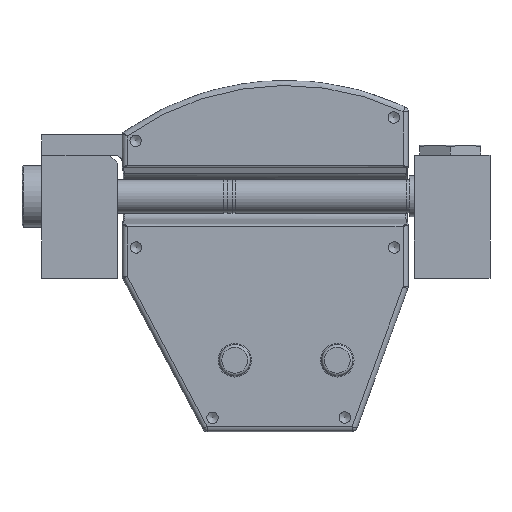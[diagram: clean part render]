
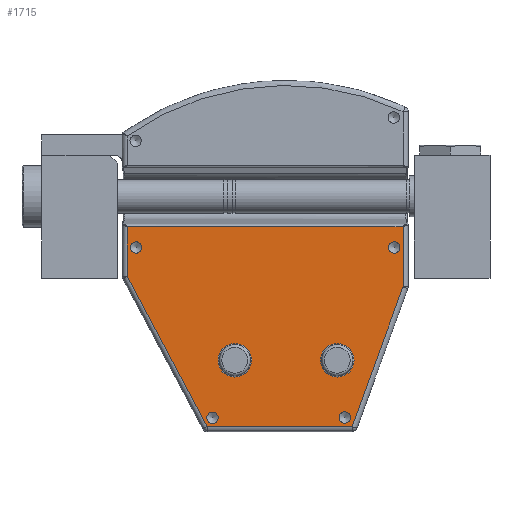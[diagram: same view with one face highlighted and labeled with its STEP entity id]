
A CAD part, left-side view. The second image highlights one B-rep face of the part: STEP entity #1715.
In plain terms, the highlighted planar face has unit normal (-1, 0, 0).
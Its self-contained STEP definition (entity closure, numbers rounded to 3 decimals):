
#1715=ADVANCED_FACE('',(#2979,#2980,#2981,#2982,#2983,#2984,#2985),#2158,
 .F.);
#2158=PLANE('',#10972);
#2512=CIRCLE('',#10966,5.2);
#2513=CIRCLE('',#10967,5.2);
#2514=CIRCLE('',#10968,1.76);
#2515=CIRCLE('',#10969,1.76);
#2516=CIRCLE('',#10970,1.76);
#2517=CIRCLE('',#10971,1.76);
#2979=FACE_BOUND('',#3604,.T.);
#2980=FACE_BOUND('',#3605,.T.);
#2981=FACE_BOUND('',#3606,.T.);
#2982=FACE_BOUND('',#3607,.T.);
#2983=FACE_BOUND('',#3608,.T.);
#2984=FACE_BOUND('',#3609,.T.);
#2985=FACE_BOUND('',#3610,.T.);
#3604=EDGE_LOOP('',(#5622));
#3605=EDGE_LOOP('',(#5623));
#3606=EDGE_LOOP('',(#5624,#5625,#5626,#5627,#5628,#5629));
#3607=EDGE_LOOP('',(#5630));
#3608=EDGE_LOOP('',(#5631));
#3609=EDGE_LOOP('',(#5632));
#3610=EDGE_LOOP('',(#5633));
#5622=ORIENTED_EDGE('',*,*,#8632,.T.);
#5623=ORIENTED_EDGE('',*,*,#8633,.T.);
#5624=ORIENTED_EDGE('',*,*,#8634,.T.);
#5625=ORIENTED_EDGE('',*,*,#8635,.T.);
#5626=ORIENTED_EDGE('',*,*,#8636,.T.);
#5627=ORIENTED_EDGE('',*,*,#8637,.T.);
#5628=ORIENTED_EDGE('',*,*,#8638,.T.);
#5629=ORIENTED_EDGE('',*,*,#8639,.T.);
#5630=ORIENTED_EDGE('',*,*,#8640,.T.);
#5631=ORIENTED_EDGE('',*,*,#8641,.T.);
#5632=ORIENTED_EDGE('',*,*,#8642,.T.);
#5633=ORIENTED_EDGE('',*,*,#8643,.T.);
#7423=VERTEX_POINT('',#18625);
#7424=VERTEX_POINT('',#18627);
#7425=VERTEX_POINT('',#18629);
#7426=VERTEX_POINT('',#18630);
#7427=VERTEX_POINT('',#18632);
#7428=VERTEX_POINT('',#18634);
#7429=VERTEX_POINT('',#18636);
#7430=VERTEX_POINT('',#18638);
#7431=VERTEX_POINT('',#18641);
#7432=VERTEX_POINT('',#18643);
#7433=VERTEX_POINT('',#18645);
#7434=VERTEX_POINT('',#18647);
#8632=EDGE_CURVE('',#7423,#7423,#2512,.T.);
#8633=EDGE_CURVE('',#7424,#7424,#2513,.T.);
#8634=EDGE_CURVE('',#7425,#7426,#9510,.T.);
#8635=EDGE_CURVE('',#7426,#7427,#9511,.T.);
#8636=EDGE_CURVE('',#7427,#7428,#9512,.T.);
#8637=EDGE_CURVE('',#7428,#7429,#9513,.T.);
#8638=EDGE_CURVE('',#7429,#7430,#9514,.T.);
#8639=EDGE_CURVE('',#7430,#7425,#9515,.T.);
#8640=EDGE_CURVE('',#7431,#7431,#2514,.T.);
#8641=EDGE_CURVE('',#7432,#7432,#2515,.T.);
#8642=EDGE_CURVE('',#7433,#7433,#2516,.T.);
#8643=EDGE_CURVE('',#7434,#7434,#2517,.T.);
#9510=LINE('',#18628,#10097);
#9511=LINE('',#18631,#10098);
#9512=LINE('',#18633,#10099);
#9513=LINE('',#18635,#10100);
#9514=LINE('',#18637,#10101);
#9515=LINE('',#18639,#10102);
#10097=VECTOR('',#13107,1.);
#10098=VECTOR('',#13108,1.);
#10099=VECTOR('',#13109,1.);
#10100=VECTOR('',#13110,1.);
#10101=VECTOR('',#13111,1.);
#10102=VECTOR('',#13112,1.);
#10966=AXIS2_PLACEMENT_3D('',#18624,#13103,#13104);
#10967=AXIS2_PLACEMENT_3D('',#18626,#13105,#13106);
#10968=AXIS2_PLACEMENT_3D('',#18640,#13113,#13114);
#10969=AXIS2_PLACEMENT_3D('',#18642,#13115,#13116);
#10970=AXIS2_PLACEMENT_3D('',#18644,#13117,#13118);
#10971=AXIS2_PLACEMENT_3D('',#18646,#13119,#13120);
#10972=AXIS2_PLACEMENT_3D('',#18648,#13121,#13122);
#13103=DIRECTION('',(1.,0.,0.));
#13104=DIRECTION('',(0.,0.,-1.));
#13105=DIRECTION('',(1.,0.,0.));
#13106=DIRECTION('',(0.,0.,-1.));
#13107=DIRECTION('',(0.,1.,0.));
#13108=DIRECTION('',(0.,0.,-1.));
#13109=DIRECTION('',(0.,-0.469,-0.883));
#13110=DIRECTION('',(0.,-1.,0.));
#13111=DIRECTION('',(0.,-0.342,0.94));
#13112=DIRECTION('',(0.,0.,1.));
#13113=DIRECTION('',(1.,0.,0.));
#13114=DIRECTION('',(0.,0.,-1.));
#13115=DIRECTION('',(1.,0.,0.));
#13116=DIRECTION('',(0.,0.,-1.));
#13117=DIRECTION('',(1.,0.,0.));
#13118=DIRECTION('',(0.,0.,-1.));
#13119=DIRECTION('',(1.,0.,0.));
#13120=DIRECTION('',(0.,0.,-1.));
#13121=DIRECTION('',(1.,0.,0.));
#13122=DIRECTION('',(0.,0.,-1.));
#18624=CARTESIAN_POINT('',(-18.655,84.311,115.951));
#18625=CARTESIAN_POINT('',(-18.655,84.311,110.751));
#18626=CARTESIAN_POINT('',(-18.655,52.561,115.951));
#18627=CARTESIAN_POINT('',(-18.655,52.561,110.751));
#18628=CARTESIAN_POINT('',(-18.655,30.565,157.309));
#18629=CARTESIAN_POINT('',(-18.655,32.167,157.309));
#18630=CARTESIAN_POINT('',(-18.655,117.634,157.309));
#18631=CARTESIAN_POINT('',(-18.655,117.634,141.937));
#18632=CARTESIAN_POINT('',(-18.655,117.634,141.944));
#18633=CARTESIAN_POINT('',(-18.655,92.879,95.387));
#18634=CARTESIAN_POINT('',(-18.655,92.887,95.402));
#18635=CARTESIAN_POINT('',(-18.655,68.436,95.402));
#18636=CARTESIAN_POINT('',(-18.655,47.931,95.402));
#18637=CARTESIAN_POINT('',(-18.655,32.166,138.716));
#18638=CARTESIAN_POINT('',(-18.655,32.167,138.711));
#18639=CARTESIAN_POINT('',(-18.655,32.167,157.309));
#18640=CARTESIAN_POINT('',(-18.655,50.236,98.192));
#18641=CARTESIAN_POINT('',(-18.655,50.236,96.432));
#18642=CARTESIAN_POINT('',(-18.655,91.236,98.092));
#18643=CARTESIAN_POINT('',(-18.655,91.236,96.332));
#18644=CARTESIAN_POINT('',(-18.655,114.918,150.876));
#18645=CARTESIAN_POINT('',(-18.655,114.918,149.116));
#18646=CARTESIAN_POINT('',(-18.655,34.883,150.876));
#18647=CARTESIAN_POINT('',(-18.655,34.883,149.116));
#18648=CARTESIAN_POINT('',(-18.655,68.436,115.951));
